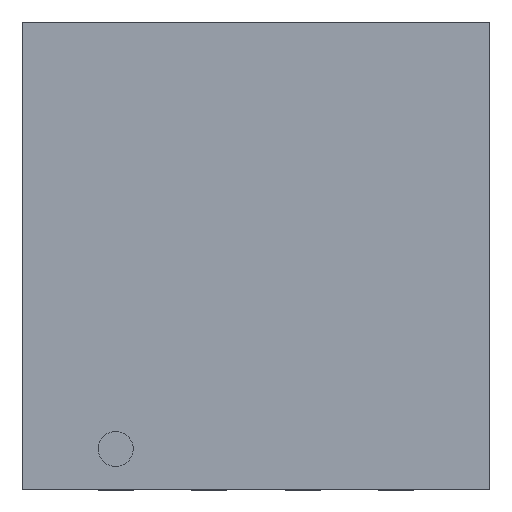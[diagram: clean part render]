
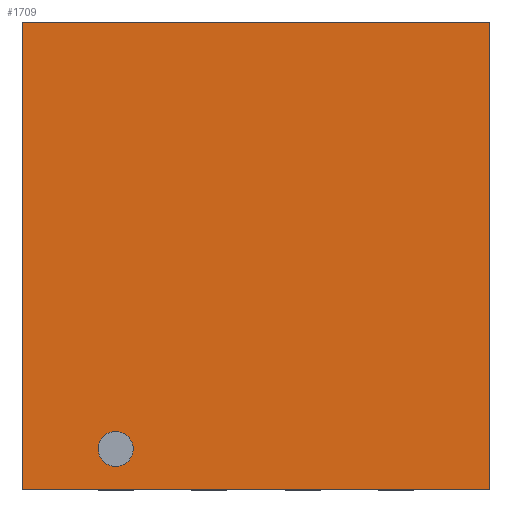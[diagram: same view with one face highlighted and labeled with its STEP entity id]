
A CAD part, top view. The second image highlights one B-rep face of the part: STEP entity #1709.
In plain terms, the highlighted planar face has unit normal (0, 0, 1).
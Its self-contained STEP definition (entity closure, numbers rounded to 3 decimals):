
#17 = EDGE_CURVE ( 'NONE', #1158, #1148, #1564, .T. ) ;
#21 = DIRECTION ( 'NONE',  ( -1., 0., 0. ) ) ;
#29 = EDGE_CURVE ( 'NONE', #551, #1268, #1542, .T. ) ;
#69 = AXIS2_PLACEMENT_3D ( 'NONE', #381, #1285, #1593 ) ;
#90 = DIRECTION ( 'NONE',  ( 0., 0., 1. ) ) ;
#94 = ORIENTED_EDGE ( 'NONE', *, *, #17, .F. ) ;
#97 = AXIS2_PLACEMENT_3D ( 'NONE', #1702, #90, #641 ) ;
#215 = CARTESIAN_POINT ( 'NONE',  ( 0., 2., 0.75 ) ) ;
#221 = CARTESIAN_POINT ( 'NONE',  ( 0., 0., 0.75 ) ) ;
#228 = CARTESIAN_POINT ( 'NONE',  ( 0., 4., 0.75 ) ) ;
#232 = DIRECTION ( 'NONE',  ( 1., 0., 0. ) ) ;
#244 = CARTESIAN_POINT ( 'NONE',  ( 0., 0., 0.75 ) ) ;
#253 = EDGE_CURVE ( 'NONE', #909, #551, #1590, .T. ) ;
#255 = CARTESIAN_POINT ( 'NONE',  ( 2., 4., 0.75 ) ) ;
#305 = EDGE_LOOP ( 'NONE', ( #1335, #1255, #1159, #786 ) ) ;
#313 = EDGE_CURVE ( 'NONE', #1268, #985, #1898, .T. ) ;
#381 = CARTESIAN_POINT ( 'NONE',  ( 0.8, 0.35, 0.75 ) ) ;
#404 = CARTESIAN_POINT ( 'NONE',  ( 4., 4., 0.75 ) ) ;
#409 = AXIS2_PLACEMENT_3D ( 'NONE', #244, #670, #232 ) ;
#494 = LINE ( 'NONE', #894, #498 ) ;
#498 = VECTOR ( 'NONE', #870, 1000. ) ;
#549 = FACE_OUTER_BOUND ( 'NONE', #305, .T. ) ;
#551 = VERTEX_POINT ( 'NONE', #404 ) ;
#597 = FACE_BOUND ( 'NONE', #1226, .T. ) ;
#641 = DIRECTION ( 'NONE',  ( -1., 0., 0. ) ) ;
#670 = DIRECTION ( 'NONE',  ( 0., 0., 1. ) ) ;
#676 = CARTESIAN_POINT ( 'NONE',  ( 4., 0., 0.75 ) ) ;
#704 = PLANE ( 'NONE',  #409 ) ;
#786 = ORIENTED_EDGE ( 'NONE', *, *, #253, .T. ) ;
#825 = EDGE_CURVE ( 'NONE', #1148, #1158, #1904, .T. ) ;
#870 = DIRECTION ( 'NONE',  ( 1., 0., 0. ) ) ;
#894 = CARTESIAN_POINT ( 'NONE',  ( 2., 0., 0.75 ) ) ;
#909 = VERTEX_POINT ( 'NONE', #676 ) ;
#985 = VERTEX_POINT ( 'NONE', #221 ) ;
#1148 = VERTEX_POINT ( 'NONE', #1903 ) ;
#1158 = VERTEX_POINT ( 'NONE', #1776 ) ;
#1159 = ORIENTED_EDGE ( 'NONE', *, *, #1566, .T. ) ;
#1226 = EDGE_LOOP ( 'NONE', ( #1336, #94 ) ) ;
#1255 = ORIENTED_EDGE ( 'NONE', *, *, #313, .T. ) ;
#1268 = VERTEX_POINT ( 'NONE', #228 ) ;
#1285 = DIRECTION ( 'NONE',  ( 0., 0., 1. ) ) ;
#1335 = ORIENTED_EDGE ( 'NONE', *, *, #29, .T. ) ;
#1336 = ORIENTED_EDGE ( 'NONE', *, *, #825, .F. ) ;
#1539 = VECTOR ( 'NONE', #21, 1000. ) ;
#1542 = LINE ( 'NONE', #255, #1539 ) ;
#1564 = CIRCLE ( 'NONE', #97, 0.15 ) ;
#1566 = EDGE_CURVE ( 'NONE', #985, #909, #494, .T. ) ;
#1590 = LINE ( 'NONE', #1913, #1757 ) ;
#1593 = DIRECTION ( 'NONE',  ( -1., 0., 0. ) ) ;
#1606 = DIRECTION ( 'NONE',  ( 0., -1., 0. ) ) ;
#1658 = VECTOR ( 'NONE', #1606, 1000. ) ;
#1702 = CARTESIAN_POINT ( 'NONE',  ( 0.8, 0.35, 0.75 ) ) ;
#1709 = ADVANCED_FACE ( 'NONE', ( #597, #549 ), #704, .T. ) ;
#1757 = VECTOR ( 'NONE', #1896, 1000. ) ;
#1776 = CARTESIAN_POINT ( 'NONE',  ( 0.95, 0.35, 0.75 ) ) ;
#1896 = DIRECTION ( 'NONE',  ( 0., 1., 0. ) ) ;
#1898 = LINE ( 'NONE', #215, #1658 ) ;
#1903 = CARTESIAN_POINT ( 'NONE',  ( 0.65, 0.35, 0.75 ) ) ;
#1904 = CIRCLE ( 'NONE', #69, 0.15 ) ;
#1913 = CARTESIAN_POINT ( 'NONE',  ( 4., 2., 0.75 ) ) ;
